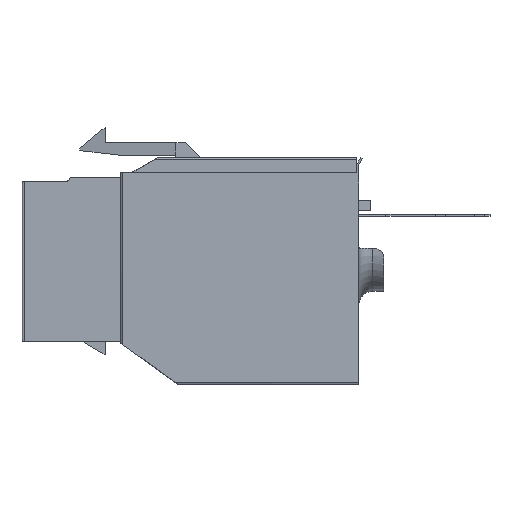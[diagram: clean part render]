
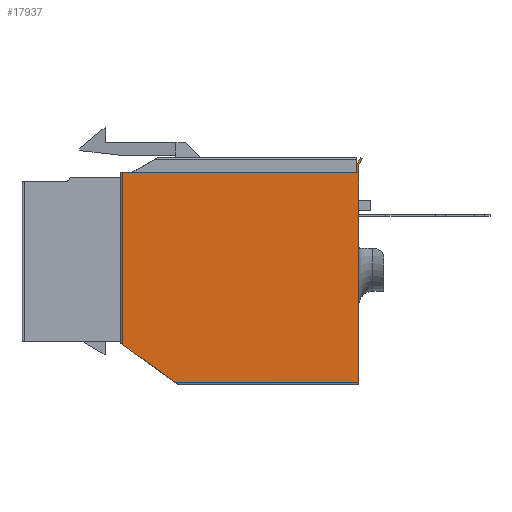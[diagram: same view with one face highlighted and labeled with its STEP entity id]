
A CAD part, left-side view. The second image highlights one B-rep face of the part: STEP entity #17937.
In plain terms, the highlighted face is planar.
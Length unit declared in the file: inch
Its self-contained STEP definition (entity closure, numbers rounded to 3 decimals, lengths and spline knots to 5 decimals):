
#542 = CARTESIAN_POINT ( 'NONE',  ( 0.47047, 0.83058, -0.47244 ) ) ;
#909 = EDGE_CURVE ( 'NONE', #17774, #7534, #1532, .T. ) ;
#1089 = ORIENTED_EDGE ( 'NONE', *, *, #11256, .T. ) ;
#1532 = LINE ( 'NONE', #2873, #21171 ) ;
#2506 = CARTESIAN_POINT ( 'NONE',  ( 0.46247, -0.03165, -0.47244 ) ) ;
#2873 = CARTESIAN_POINT ( 'NONE',  ( 0.47047, -0.0295, -0.47244 ) ) ;
#3606 = CARTESIAN_POINT ( 'NONE',  ( -0.47047, 0.83858, -0.47244 ) ) ;
#3618 = VECTOR ( 'NONE', #4359, 39.37008 ) ;
#3775 = VERTEX_POINT ( 'NONE', #24622 ) ;
#3909 = ORIENTED_EDGE ( 'NONE', *, *, #909, .F. ) ;
#4359 = DIRECTION ( 'NONE',  ( 0.5, -0.866, 0. ) ) ;
#4673 = DIRECTION ( 'NONE',  ( 0., 1., 0. ) ) ;
#4677 = VECTOR ( 'NONE', #15491, 39.37008 ) ;
#5023 = ORIENTED_EDGE ( 'NONE', *, *, #21378, .T. ) ;
#5665 = CARTESIAN_POINT ( 'NONE',  ( -0.24213, 0.83858, -0.47244 ) ) ;
#7534 = VERTEX_POINT ( 'NONE', #22021 ) ;
#7900 = CARTESIAN_POINT ( 'NONE',  ( -0.46247, 0., -0.47244 ) ) ;
#8075 = DIRECTION ( 'NONE',  ( 1., 0., 0. ) ) ;
#9033 = DIRECTION ( 'NONE',  ( 0.866, 0.5, 0. ) ) ;
#9229 = EDGE_CURVE ( 'NONE', #3775, #18773, #14859, .T. ) ;
#9307 = DIRECTION ( 'NONE',  ( 0., 0., 1. ) ) ;
#9385 = LINE ( 'NONE', #5665, #4677 ) ;
#9593 = FACE_OUTER_BOUND ( 'NONE', #24510, .T. ) ;
#9818 = DIRECTION ( 'NONE',  ( 0., -1., 0. ) ) ;
#10020 = CARTESIAN_POINT ( 'NONE',  ( -0.47047, 0., -0.47244 ) ) ;
#10314 = VERTEX_POINT ( 'NONE', #542 ) ;
#10836 = VERTEX_POINT ( 'NONE', #16142 ) ;
#11256 = EDGE_CURVE ( 'NONE', #14622, #10314, #18277, .T. ) ;
#11462 = VERTEX_POINT ( 'NONE', #18234 ) ;
#11653 = CARTESIAN_POINT ( 'NONE',  ( -0.25325, 0.83058, -0.47244 ) ) ;
#11721 = CARTESIAN_POINT ( 'NONE',  ( 0.46247, -0.03165, -0.47244 ) ) ;
#11951 = CARTESIAN_POINT ( 'NONE',  ( -0.47047, 0.83058, -0.47244 ) ) ;
#12076 = LINE ( 'NONE', #16276, #16853 ) ;
#12192 = VERTEX_POINT ( 'NONE', #7900 ) ;
#12226 = LINE ( 'NONE', #21522, #3618 ) ;
#12719 = DIRECTION ( 'NONE',  ( 0., -1., 0. ) ) ;
#12850 = EDGE_CURVE ( 'NONE', #14622, #10836, #9385, .T. ) ;
#12973 = DIRECTION ( 'NONE',  ( 1., 0., 0. ) ) ;
#13214 = VECTOR ( 'NONE', #8075, 39.37008 ) ;
#13684 = VECTOR ( 'NONE', #14091, 39.37008 ) ;
#14091 = DIRECTION ( 'NONE',  ( -1., 0., 0. ) ) ;
#14159 = ORIENTED_EDGE ( 'NONE', *, *, #24512, .F. ) ;
#14366 = CARTESIAN_POINT ( 'NONE',  ( 0.47047, 0.83858, -0.47244 ) ) ;
#14395 = CARTESIAN_POINT ( 'NONE',  ( -0.46247, 0.83858, -0.47244 ) ) ;
#14622 = VERTEX_POINT ( 'NONE', #11653 ) ;
#14859 = LINE ( 'NONE', #11721, #15467 ) ;
#15467 = VECTOR ( 'NONE', #9818, 39.37008 ) ;
#15491 = DIRECTION ( 'NONE',  ( -0.812, -0.584, 0. ) ) ;
#15612 = VECTOR ( 'NONE', #4673, 39.37008 ) ;
#15670 = VECTOR ( 'NONE', #12719, 39.37008 ) ;
#15837 = ORIENTED_EDGE ( 'NONE', *, *, #9229, .F. ) ;
#16135 = CARTESIAN_POINT ( 'NONE',  ( 0.48522, -0.05506, -0.47244 ) ) ;
#16142 = CARTESIAN_POINT ( 'NONE',  ( -0.46247, 0.68005, -0.47244 ) ) ;
#16276 = CARTESIAN_POINT ( 'NONE',  ( 0.48522, -0.05506, -0.47244 ) ) ;
#16633 = PLANE ( 'NONE',  #23237 ) ;
#16853 = VECTOR ( 'NONE', #9033, 39.37008 ) ;
#16857 = LINE ( 'NONE', #14366, #15670 ) ;
#16908 = ORIENTED_EDGE ( 'NONE', *, *, #12850, .F. ) ;
#17774 = VERTEX_POINT ( 'NONE', #16135 ) ;
#17937 = ADVANCED_FACE ( 'NONE', ( #9593 ), #16633, .F. ) ;
#18234 = CARTESIAN_POINT ( 'NONE',  ( 0.4783, -0.05906, -0.47244 ) ) ;
#18277 = LINE ( 'NONE', #11951, #13214 ) ;
#18773 = VERTEX_POINT ( 'NONE', #2506 ) ;
#19195 = LINE ( 'NONE', #14395, #15612 ) ;
#19453 = ORIENTED_EDGE ( 'NONE', *, *, #24507, .T. ) ;
#19721 = DIRECTION ( 'NONE',  ( -0.5, 0.866, 0. ) ) ;
#20948 = ORIENTED_EDGE ( 'NONE', *, *, #24043, .T. ) ;
#21028 = EDGE_CURVE ( 'NONE', #11462, #17774, #12076, .T. ) ;
#21171 = VECTOR ( 'NONE', #19721, 39.37008 ) ;
#21297 = ORIENTED_EDGE ( 'NONE', *, *, #21028, .F. ) ;
#21378 = EDGE_CURVE ( 'NONE', #12192, #10836, #19195, .T. ) ;
#21522 = CARTESIAN_POINT ( 'NONE',  ( 0.4783, -0.05906, -0.47244 ) ) ;
#22021 = CARTESIAN_POINT ( 'NONE',  ( 0.47047, -0.0295, -0.47244 ) ) ;
#23237 = AXIS2_PLACEMENT_3D ( 'NONE', #3606, #9307, #12973 ) ;
#24043 = EDGE_CURVE ( 'NONE', #10314, #7534, #16857, .T. ) ;
#24176 = LINE ( 'NONE', #10020, #13684 ) ;
#24507 = EDGE_CURVE ( 'NONE', #3775, #12192, #24176, .T. ) ;
#24510 = EDGE_LOOP ( 'NONE', ( #20948, #3909, #21297, #14159, #15837, #19453, #5023, #16908, #1089 ) ) ;
#24512 = EDGE_CURVE ( 'NONE', #18773, #11462, #12226, .T. ) ;
#24622 = CARTESIAN_POINT ( 'NONE',  ( 0.46247, 0., -0.47244 ) ) ;
